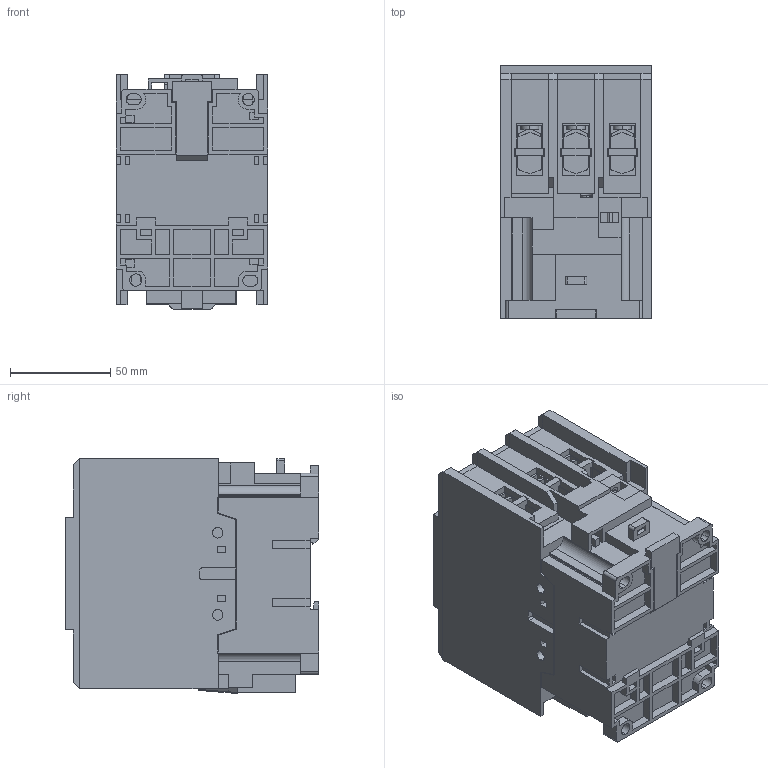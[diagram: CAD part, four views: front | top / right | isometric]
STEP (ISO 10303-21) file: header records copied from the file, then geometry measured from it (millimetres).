
FILE_DESCRIPTION((''),'2;1');
FILE_NAME('CEM95_105_ASM','2021-06-10T',('marketing.praksa'),('Audax d.o.o.'),'CREO PARAMETRIC BY PTC INC, 2017480','CREO PARAMETRIC BY PTC INC, 2017480','');
FILE_SCHEMA(('AUTOMOTIVE_DESIGN { 1 0 10303 214 1 1 1 1 }'));
Length unit declared in the file: millimetre
Products named in the file (9): CEM95_105; COVER; PRT0060; 22XWHOLERCON; PRT0061; ASM00016_ASM; SCREWS-AA; SCREE; CEM95_105_ASM
Assembly tree (10 placements, depth 3):
  CEM95_105_ASM
    CEM95_105
    COVER
    PRT0060
    ASM00016_ASM  x3
      22XWHOLERCON
      PRT0061
    SCREWS-AA
    SCREE
Bounding box: 75.35 x 126 x 117 mm (x, y, z)
Volume: 869745.9 mm3; surface area: 134429.3 mm2
Topology: 34 solids, 37 shells, 1283 faces, 3409 edges, 2267 vertices
Faces by surface type: plane 1072, cylinder 191, cone 14, extrusion 6
Entity records: 53232 total; most frequent: CARTESIAN_POINT 6523, ORIENTED_EDGE 6034, DIRECTION 5695, PRESENTATION_STYLE_ASSIGNMENT 4168, STYLED_ITEM 4168, CURVE_STYLE 3023, EDGE_CURVE 3017, VECTOR 2547
